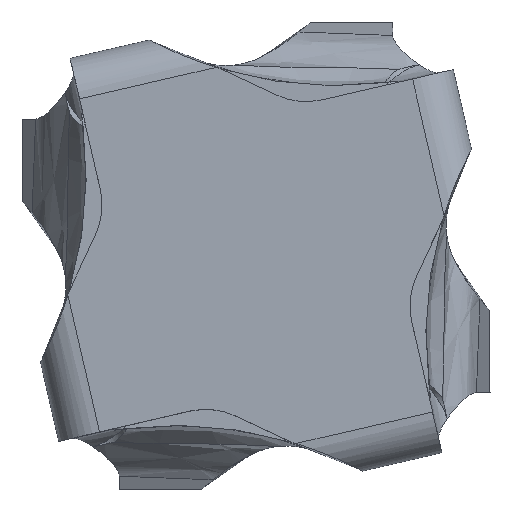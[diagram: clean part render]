
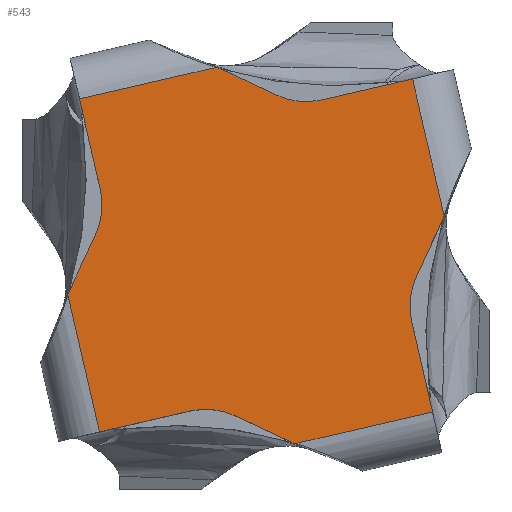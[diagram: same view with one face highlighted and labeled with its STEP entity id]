
A CAD part, top view. The second image highlights one B-rep face of the part: STEP entity #543.
In plain terms, the highlighted planar face has unit normal (0, 0, 1).
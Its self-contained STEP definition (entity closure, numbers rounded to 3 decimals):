
#110=PLANE('',#2318);
#165=CIRCLE('',#2310,2.);
#166=CIRCLE('',#2311,11.5);
#167=CIRCLE('',#2312,2.);
#168=CIRCLE('',#2313,11.5);
#169=CIRCLE('',#2314,2.);
#170=CIRCLE('',#2315,11.5);
#171=CIRCLE('',#2316,2.);
#172=CIRCLE('',#2317,11.5);
#248=LINE('',#4158,#395);
#249=LINE('',#4162,#396);
#250=LINE('',#4164,#397);
#251=LINE('',#4168,#398);
#252=LINE('',#4172,#399);
#253=LINE('',#4174,#400);
#254=LINE('',#4178,#401);
#255=LINE('',#4182,#402);
#256=LINE('',#4184,#403);
#257=LINE('',#4188,#404);
#258=LINE('',#4192,#405);
#259=LINE('',#4194,#406);
#395=VECTOR('',#2541,1.);
#396=VECTOR('',#2544,1.);
#397=VECTOR('',#2545,1.);
#398=VECTOR('',#2548,1.);
#399=VECTOR('',#2551,1.);
#400=VECTOR('',#2552,1.);
#401=VECTOR('',#2555,1.);
#402=VECTOR('',#2558,1.);
#403=VECTOR('',#2559,1.);
#404=VECTOR('',#2562,1.);
#405=VECTOR('',#2565,1.);
#406=VECTOR('',#2566,1.);
#543=ADVANCED_FACE('',(#673),#110,.F.);
#673=FACE_OUTER_BOUND('',#791,.T.);
#791=EDGE_LOOP('',(#1032,#1033,#1034,#1035,#1036,#1037,#1038,#1039,#1040,
#1041,#1042,#1043,#1044,#1045,#1046,#1047,#1048,#1049,#1050,#1051));
#1032=ORIENTED_EDGE('',*,*,#1873,.F.);
#1033=ORIENTED_EDGE('',*,*,#1874,.T.);
#1034=ORIENTED_EDGE('',*,*,#1875,.F.);
#1035=ORIENTED_EDGE('',*,*,#1876,.T.);
#1036=ORIENTED_EDGE('',*,*,#1877,.T.);
#1037=ORIENTED_EDGE('',*,*,#1878,.F.);
#1038=ORIENTED_EDGE('',*,*,#1879,.T.);
#1039=ORIENTED_EDGE('',*,*,#1880,.F.);
#1040=ORIENTED_EDGE('',*,*,#1881,.T.);
#1041=ORIENTED_EDGE('',*,*,#1882,.T.);
#1042=ORIENTED_EDGE('',*,*,#1883,.F.);
#1043=ORIENTED_EDGE('',*,*,#1884,.T.);
#1044=ORIENTED_EDGE('',*,*,#1885,.F.);
#1045=ORIENTED_EDGE('',*,*,#1886,.T.);
#1046=ORIENTED_EDGE('',*,*,#1887,.T.);
#1047=ORIENTED_EDGE('',*,*,#1888,.F.);
#1048=ORIENTED_EDGE('',*,*,#1889,.T.);
#1049=ORIENTED_EDGE('',*,*,#1890,.F.);
#1050=ORIENTED_EDGE('',*,*,#1891,.T.);
#1051=ORIENTED_EDGE('',*,*,#1892,.T.);
#1632=VERTEX_POINT('',#4156);
#1633=VERTEX_POINT('',#4157);
#1634=VERTEX_POINT('',#4159);
#1635=VERTEX_POINT('',#4161);
#1636=VERTEX_POINT('',#4163);
#1637=VERTEX_POINT('',#4165);
#1638=VERTEX_POINT('',#4167);
#1639=VERTEX_POINT('',#4169);
#1640=VERTEX_POINT('',#4171);
#1641=VERTEX_POINT('',#4173);
#1642=VERTEX_POINT('',#4175);
#1643=VERTEX_POINT('',#4177);
#1644=VERTEX_POINT('',#4179);
#1645=VERTEX_POINT('',#4181);
#1646=VERTEX_POINT('',#4183);
#1647=VERTEX_POINT('',#4185);
#1648=VERTEX_POINT('',#4187);
#1649=VERTEX_POINT('',#4189);
#1650=VERTEX_POINT('',#4191);
#1651=VERTEX_POINT('',#4193);
#1873=EDGE_CURVE('',#1632,#1633,#165,.T.);
#1874=EDGE_CURVE('',#1632,#1634,#248,.T.);
#1875=EDGE_CURVE('',#1635,#1634,#166,.T.);
#1876=EDGE_CURVE('',#1635,#1636,#249,.T.);
#1877=EDGE_CURVE('',#1636,#1637,#250,.T.);
#1878=EDGE_CURVE('',#1638,#1637,#167,.T.);
#1879=EDGE_CURVE('',#1638,#1639,#251,.T.);
#1880=EDGE_CURVE('',#1640,#1639,#168,.T.);
#1881=EDGE_CURVE('',#1640,#1641,#252,.T.);
#1882=EDGE_CURVE('',#1641,#1642,#253,.T.);
#1883=EDGE_CURVE('',#1643,#1642,#169,.T.);
#1884=EDGE_CURVE('',#1643,#1644,#254,.T.);
#1885=EDGE_CURVE('',#1645,#1644,#170,.T.);
#1886=EDGE_CURVE('',#1645,#1646,#255,.T.);
#1887=EDGE_CURVE('',#1646,#1647,#256,.T.);
#1888=EDGE_CURVE('',#1648,#1647,#171,.T.);
#1889=EDGE_CURVE('',#1648,#1649,#257,.T.);
#1890=EDGE_CURVE('',#1650,#1649,#172,.T.);
#1891=EDGE_CURVE('',#1650,#1651,#258,.T.);
#1892=EDGE_CURVE('',#1651,#1633,#259,.T.);
#2310=AXIS2_PLACEMENT_3D('',#4155,#2539,#2540);
#2311=AXIS2_PLACEMENT_3D('',#4160,#2542,#2543);
#2312=AXIS2_PLACEMENT_3D('',#4166,#2546,#2547);
#2313=AXIS2_PLACEMENT_3D('',#4170,#2549,#2550);
#2314=AXIS2_PLACEMENT_3D('',#4176,#2553,#2554);
#2315=AXIS2_PLACEMENT_3D('',#4180,#2556,#2557);
#2316=AXIS2_PLACEMENT_3D('',#4186,#2560,#2561);
#2317=AXIS2_PLACEMENT_3D('',#4190,#2563,#2564);
#2318=AXIS2_PLACEMENT_3D('',#4195,#2567,#2568);
#2539=DIRECTION('',(0.,0.,1.));
#2540=DIRECTION('',(-0.974,-0.225,0.));
#2541=DIRECTION('',(0.906,-0.423,0.));
#2542=DIRECTION('',(0.,0.,1.));
#2543=DIRECTION('',(-0.974,-0.225,0.));
#2544=DIRECTION('',(0.974,0.225,0.));
#2545=DIRECTION('',(-0.225,0.974,0.));
#2546=DIRECTION('',(0.,0.,1.));
#2547=DIRECTION('',(0.225,-0.974,0.));
#2548=DIRECTION('',(0.423,0.906,0.));
#2549=DIRECTION('',(0.,0.,1.));
#2550=DIRECTION('',(0.225,-0.974,0.));
#2551=DIRECTION('',(-0.225,0.974,0.));
#2552=DIRECTION('',(-0.974,-0.225,0.));
#2553=DIRECTION('',(0.,0.,1.));
#2554=DIRECTION('',(0.974,0.225,0.));
#2555=DIRECTION('',(-0.906,0.423,0.));
#2556=DIRECTION('',(0.,0.,1.));
#2557=DIRECTION('',(0.974,0.225,0.));
#2558=DIRECTION('',(-0.974,-0.225,0.));
#2559=DIRECTION('',(0.225,-0.974,0.));
#2560=DIRECTION('',(0.,0.,1.));
#2561=DIRECTION('',(-0.225,0.974,0.));
#2562=DIRECTION('',(-0.423,-0.906,0.));
#2563=DIRECTION('',(0.,0.,1.));
#2564=DIRECTION('',(-0.225,0.974,0.));
#2565=DIRECTION('',(0.225,-0.974,0.));
#2566=DIRECTION('',(0.974,0.225,0.));
#2567=DIRECTION('',(0.,0.,-1.));
#2568=DIRECTION('',(-0.225,0.974,0.));
#4155=CARTESIAN_POINT('',(-1.439,-6.387,0.));
#4156=CARTESIAN_POINT('',(-0.593,-4.575,0.));
#4157=CARTESIAN_POINT('',(-1.889,-4.439,0.));
#4158=CARTESIAN_POINT('',(-1.82,-4.003,0.));
#4159=CARTESIAN_POINT('',(1.017,-5.326,0.));
#4160=CARTESIAN_POINT('',(-2.282,-16.342,0.));
#4161=CARTESIAN_POINT('',(1.138,-5.363,0.));
#4162=CARTESIAN_POINT('',(-4.711,-6.713,0.));
#4163=CARTESIAN_POINT('',(5.033,-4.463,0.));
#4164=CARTESIAN_POINT('',(5.352,-5.846,0.));
#4165=CARTESIAN_POINT('',(4.439,-1.889,0.));
#4166=CARTESIAN_POINT('',(6.387,-1.439,0.));
#4167=CARTESIAN_POINT('',(4.575,-0.593,0.));
#4168=CARTESIAN_POINT('',(4.003,-1.82,0.));
#4169=CARTESIAN_POINT('',(5.326,1.017,0.));
#4170=CARTESIAN_POINT('',(16.342,-2.282,0.));
#4171=CARTESIAN_POINT('',(5.363,1.138,0.));
#4172=CARTESIAN_POINT('',(6.713,-4.711,0.));
#4173=CARTESIAN_POINT('',(4.463,5.033,0.));
#4174=CARTESIAN_POINT('',(5.846,5.352,0.));
#4175=CARTESIAN_POINT('',(1.889,4.439,0.));
#4176=CARTESIAN_POINT('',(1.439,6.387,0.));
#4177=CARTESIAN_POINT('',(0.593,4.575,0.));
#4178=CARTESIAN_POINT('',(1.82,4.003,0.));
#4179=CARTESIAN_POINT('',(-1.017,5.326,0.));
#4180=CARTESIAN_POINT('',(2.282,16.342,0.));
#4181=CARTESIAN_POINT('',(-1.138,5.363,0.));
#4182=CARTESIAN_POINT('',(4.711,6.713,0.));
#4183=CARTESIAN_POINT('',(-5.033,4.463,0.));
#4184=CARTESIAN_POINT('',(-5.352,5.846,0.));
#4185=CARTESIAN_POINT('',(-4.439,1.889,0.));
#4186=CARTESIAN_POINT('',(-6.387,1.439,0.));
#4187=CARTESIAN_POINT('',(-4.575,0.593,0.));
#4188=CARTESIAN_POINT('',(-4.003,1.82,0.));
#4189=CARTESIAN_POINT('',(-5.326,-1.017,0.));
#4190=CARTESIAN_POINT('',(-16.342,2.282,0.));
#4191=CARTESIAN_POINT('',(-5.363,-1.138,0.));
#4192=CARTESIAN_POINT('',(-6.713,4.711,0.));
#4193=CARTESIAN_POINT('',(-4.463,-5.033,0.));
#4194=CARTESIAN_POINT('',(-5.846,-5.352,0.));
#4195=CARTESIAN_POINT('',(-0.007,-7.083,0.));
